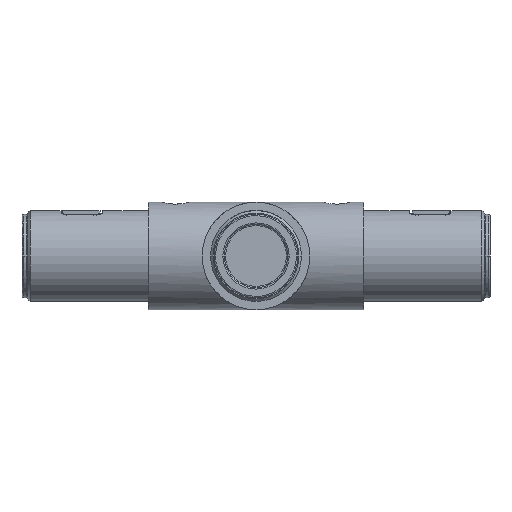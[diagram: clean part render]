
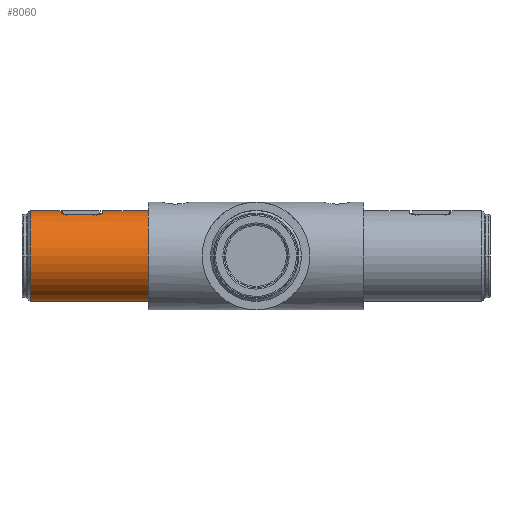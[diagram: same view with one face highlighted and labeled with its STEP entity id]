
A CAD part, front view. The second image highlights one B-rep face of the part: STEP entity #8060.
In plain terms, the highlighted cylindrical face has radius 16.9 mm (diameter 33.8 mm), a partial arc.
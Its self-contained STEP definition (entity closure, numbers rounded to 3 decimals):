
#127 = ORIENTED_EDGE ( 'NONE', *, *, #11017, .T. ) ;
#158 = ORIENTED_EDGE ( 'NONE', *, *, #16682, .T. ) ;
#361 = LINE ( 'NONE', #6878, #6494 ) ;
#504 = ORIENTED_EDGE ( 'NONE', *, *, #4074, .F. ) ;
#962 = DIRECTION ( 'NONE',  ( 1., 0., 0. ) ) ;
#1074 = EDGE_CURVE ( 'NONE', #5638, #15653, #13642, .T. ) ;
#1097 = VERTEX_POINT ( 'NONE', #16107 ) ;
#1384 = DIRECTION ( 'NONE',  ( 1., 0., 0. ) ) ;
#1509 = VERTEX_POINT ( 'NONE', #4175 ) ;
#1569 = B_SPLINE_CURVE_WITH_KNOTS ( 'NONE', 3,
 ( #11585, #2451, #10303, #12947, #2623, #12778, #16677, #15398, #3800, #8256, #4389, #2954, #12095, #6656 ),
 .UNSPECIFIED., .F., .F.,
 ( 4, 2, 2, 2, 2, 2, 4 ),
 ( 0., 0., 0.001, 0.001, 0.002, 0.003, 0.004 ),
 .UNSPECIFIED. ) ;
#1643 = CARTESIAN_POINT ( 'NONE',  ( -85., 0., -16.9 ) ) ;
#1700 = DIRECTION ( 'NONE',  ( 0., 0., 1. ) ) ;
#2451 = CARTESIAN_POINT ( 'NONE',  ( -57., -5.004, 16.143 ) ) ;
#2532 = DIRECTION ( 'NONE',  ( 0., 0., -1. ) ) ;
#2623 = CARTESIAN_POINT ( 'NONE',  ( -57.122, -5.55, 15.963 ) ) ;
#2954 = CARTESIAN_POINT ( 'NONE',  ( -58.648, -6.937, 15.411 ) ) ;
#2987 = CARTESIAN_POINT ( 'NONE',  ( -40., 0., 0. ) ) ;
#3071 = DIRECTION ( 'NONE',  ( -1., 0., 0. ) ) ;
#3165 = ORIENTED_EDGE ( 'NONE', *, *, #6043, .F. ) ;
#3265 = EDGE_CURVE ( 'NONE', #1509, #1097, #361, .T. ) ;
#3300 = AXIS2_PLACEMENT_3D ( 'NONE', #16631, #962, #10089 ) ;
#3303 = CARTESIAN_POINT ( 'NONE',  ( -72.104, -6.201, 15.722 ) ) ;
#3311 = CARTESIAN_POINT ( 'NONE',  ( -85., 0., 16.9 ) ) ;
#3714 = CARTESIAN_POINT ( 'NONE',  ( -72.5, -5.13, 16.103 ) ) ;
#3791 = ORIENTED_EDGE ( 'NONE', *, *, #10598, .T. ) ;
#3800 = CARTESIAN_POINT ( 'NONE',  ( -57.565, -6.262, 15.697 ) ) ;
#4040 = DIRECTION ( 'NONE',  ( 1., 0., 0. ) ) ;
#4074 = EDGE_CURVE ( 'NONE', #9381, #6245, #9737, .T. ) ;
#4175 = CARTESIAN_POINT ( 'NONE',  ( -84., 0., 16.9 ) ) ;
#4389 = CARTESIAN_POINT ( 'NONE',  ( -58.117, -6.715, 15.509 ) ) ;
#4404 = CARTESIAN_POINT ( 'NONE',  ( -72.401, -5.635, 15.933 ) ) ;
#4412 = EDGE_LOOP ( 'NONE', ( #11425, #158, #3791, #15663, #504, #16687, #10612, #11764, #127, #3165 ) ) ;
#4730 = EDGE_CURVE ( 'NONE', #10058, #6245, #5134, .T. ) ;
#5134 = CIRCLE ( 'NONE', #14340, 16.9 ) ;
#5170 = CIRCLE ( 'NONE', #3300, 16.9 ) ;
#5512 = VECTOR ( 'NONE', #6959, 1000. ) ;
#5631 = CARTESIAN_POINT ( 'NONE',  ( -84., 0., 0. ) ) ;
#5638 = VERTEX_POINT ( 'NONE', #8439 ) ;
#5669 = CARTESIAN_POINT ( 'NONE',  ( -70.5, -7., 15.382 ) ) ;
#5842 = DIRECTION ( 'NONE',  ( 1., 0., 0. ) ) ;
#6043 = EDGE_CURVE ( 'NONE', #1097, #14797, #5170, .T. ) ;
#6186 = DIRECTION ( 'NONE',  ( 0., 0., 1. ) ) ;
#6245 = VERTEX_POINT ( 'NONE', #15609 ) ;
#6292 = CARTESIAN_POINT ( 'NONE',  ( -57., 0., 0. ) ) ;
#6494 = VECTOR ( 'NONE', #14699, 1000. ) ;
#6656 = CARTESIAN_POINT ( 'NONE',  ( -59.239, -7., 15.382 ) ) ;
#6771 = CARTESIAN_POINT ( 'NONE',  ( -40., 0., -16.9 ) ) ;
#6878 = CARTESIAN_POINT ( 'NONE',  ( -85., 0., 16.9 ) ) ;
#6917 = AXIS2_PLACEMENT_3D ( 'NONE', #6292, #1384, #10437 ) ;
#6959 = DIRECTION ( 'NONE',  ( 1., 0., 0. ) ) ;
#7034 = CARTESIAN_POINT ( 'NONE',  ( -57., -4.862, 16.186 ) ) ;
#7081 = CARTESIAN_POINT ( 'NONE',  ( -70.771, -6.986, 15.388 ) ) ;
#7502 = CARTESIAN_POINT ( 'NONE',  ( -72.5, -5., 16.143 ) ) ;
#8060 = ADVANCED_FACE ( 'NONE', ( #15655 ), #10466, .T. ) ;
#8181 = CARTESIAN_POINT ( 'NONE',  ( -72.023, -6.303, 15.681 ) ) ;
#8223 = EDGE_CURVE ( 'NONE', #15926, #15653, #1569, .T. ) ;
#8256 = CARTESIAN_POINT ( 'NONE',  ( -57.872, -6.554, 15.579 ) ) ;
#8356 = CARTESIAN_POINT ( 'NONE',  ( -70.637, -7., 15.382 ) ) ;
#8437 = CIRCLE ( 'NONE', #10883, 16.9 ) ;
#8439 = CARTESIAN_POINT ( 'NONE',  ( -70.5, -7., 15.382 ) ) ;
#8852 = CARTESIAN_POINT ( 'NONE',  ( -72.487, -5.258, 16.062 ) ) ;
#8856 = CARTESIAN_POINT ( 'NONE',  ( -85., 0., 0. ) ) ;
#8883 = CARTESIAN_POINT ( 'NONE',  ( -57., 0., 16.9 ) ) ;
#9253 = CARTESIAN_POINT ( 'NONE',  ( -59.239, -7., 15.382 ) ) ;
#9381 = VERTEX_POINT ( 'NONE', #8883 ) ;
#9468 = CARTESIAN_POINT ( 'NONE',  ( -71.531, -6.734, 15.501 ) ) ;
#9737 = LINE ( 'NONE', #3311, #13794 ) ;
#9979 = CARTESIAN_POINT ( 'NONE',  ( -85., -7., 15.382 ) ) ;
#9993 = DIRECTION ( 'NONE',  ( 1., 0., 0. ) ) ;
#10058 = VERTEX_POINT ( 'NONE', #6771 ) ;
#10089 = DIRECTION ( 'NONE',  ( 0., 0., -1. ) ) ;
#10303 = CARTESIAN_POINT ( 'NONE',  ( -57.016, -5.143, 16.099 ) ) ;
#10437 = DIRECTION ( 'NONE',  ( 0., 0., 1. ) ) ;
#10466 = CYLINDRICAL_SURFACE ( 'NONE', #11758, 16.9 ) ;
#10598 = EDGE_CURVE ( 'NONE', #13795, #10058, #10781, .T. ) ;
#10612 = ORIENTED_EDGE ( 'NONE', *, *, #8223, .T. ) ;
#10781 = LINE ( 'NONE', #1643, #5512 ) ;
#10883 = AXIS2_PLACEMENT_3D ( 'NONE', #5631, #9993, #6186 ) ;
#11001 = CARTESIAN_POINT ( 'NONE',  ( -71.033, -6.932, 15.413 ) ) ;
#11017 = EDGE_CURVE ( 'NONE', #5638, #14797, #11500, .T. ) ;
#11425 = ORIENTED_EDGE ( 'NONE', *, *, #3265, .F. ) ;
#11500 = B_SPLINE_CURVE_WITH_KNOTS ( 'NONE', 3,
 ( #5669, #8356, #7081, #11001, #16176, #9468, #14658, #8181, #3303, #13390, #16014, #4404, #13800, #8852, #3714, #7502 ),
 .UNSPECIFIED., .F., .F.,
 ( 4, 2, 2, 2, 2, 2, 2, 4 ),
 ( 0., 0., 0.001, 0.002, 0.002, 0.002, 0.003, 0.003 ),
 .UNSPECIFIED. ) ;
#11572 = CARTESIAN_POINT ( 'NONE',  ( -72.5, -5., 16.143 ) ) ;
#11585 = CARTESIAN_POINT ( 'NONE',  ( -57., -4.862, 16.186 ) ) ;
#11758 = AXIS2_PLACEMENT_3D ( 'NONE', #8856, #4040, #2532 ) ;
#11764 = ORIENTED_EDGE ( 'NONE', *, *, #1074, .F. ) ;
#12095 = CARTESIAN_POINT ( 'NONE',  ( -58.942, -7., 15.382 ) ) ;
#12391 = CARTESIAN_POINT ( 'NONE',  ( -84., 0., -16.9 ) ) ;
#12778 = CARTESIAN_POINT ( 'NONE',  ( -57.238, -5.805, 15.872 ) ) ;
#12947 = CARTESIAN_POINT ( 'NONE',  ( -57.077, -5.416, 16.009 ) ) ;
#12958 = VECTOR ( 'NONE', #5842, 1000. ) ;
#13390 = CARTESIAN_POINT ( 'NONE',  ( -72.245, -5.985, 15.805 ) ) ;
#13641 = DIRECTION ( 'NONE',  ( 1., 0., 0. ) ) ;
#13642 = LINE ( 'NONE', #9979, #12958 ) ;
#13794 = VECTOR ( 'NONE', #13641, 1000. ) ;
#13795 = VERTEX_POINT ( 'NONE', #12391 ) ;
#13800 = CARTESIAN_POINT ( 'NONE',  ( -72.438, -5.51, 15.977 ) ) ;
#14238 = CIRCLE ( 'NONE', #6917, 16.9 ) ;
#14340 = AXIS2_PLACEMENT_3D ( 'NONE', #2987, #3071, #1700 ) ;
#14658 = CARTESIAN_POINT ( 'NONE',  ( -71.752, -6.581, 15.567 ) ) ;
#14699 = DIRECTION ( 'NONE',  ( 1., 0., 0. ) ) ;
#14797 = VERTEX_POINT ( 'NONE', #11572 ) ;
#15398 = CARTESIAN_POINT ( 'NONE',  ( -57.472, -6.154, 15.74 ) ) ;
#15454 = EDGE_CURVE ( 'NONE', #9381, #15926, #14238, .T. ) ;
#15609 = CARTESIAN_POINT ( 'NONE',  ( -40., 0., 16.9 ) ) ;
#15653 = VERTEX_POINT ( 'NONE', #9253 ) ;
#15655 = FACE_OUTER_BOUND ( 'NONE', #4412, .T. ) ;
#15663 = ORIENTED_EDGE ( 'NONE', *, *, #4730, .T. ) ;
#15926 = VERTEX_POINT ( 'NONE', #7034 ) ;
#16014 = CARTESIAN_POINT ( 'NONE',  ( -72.304, -5.872, 15.848 ) ) ;
#16107 = CARTESIAN_POINT ( 'NONE',  ( -72.5, 0., 16.9 ) ) ;
#16176 = CARTESIAN_POINT ( 'NONE',  ( -71.164, -6.891, 15.431 ) ) ;
#16631 = CARTESIAN_POINT ( 'NONE',  ( -72.5, 0., 0. ) ) ;
#16677 = CARTESIAN_POINT ( 'NONE',  ( -57.308, -5.926, 15.828 ) ) ;
#16682 = EDGE_CURVE ( 'NONE', #1509, #13795, #8437, .T. ) ;
#16687 = ORIENTED_EDGE ( 'NONE', *, *, #15454, .T. ) ;
